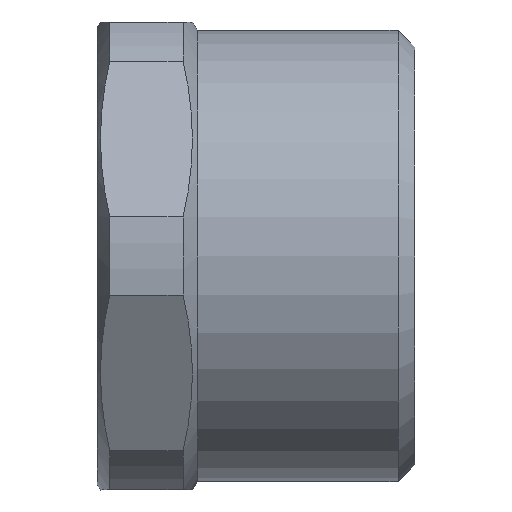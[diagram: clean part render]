
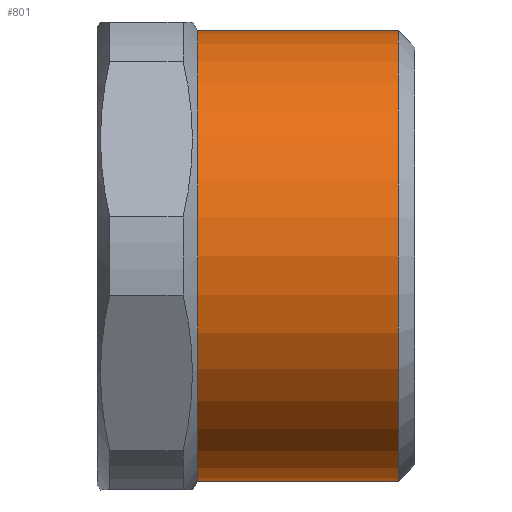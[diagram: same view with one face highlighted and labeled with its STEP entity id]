
A CAD part, front view. The second image highlights one B-rep face of the part: STEP entity #801.
In plain terms, the highlighted cylindrical face has radius 6.75 mm (diameter 13.5 mm), a partial arc.
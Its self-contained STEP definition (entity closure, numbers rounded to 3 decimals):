
#51 = VERTEX_POINT ( 'NONE', #251 ) ;
#90 = EDGE_CURVE ( 'NONE', #51, #402, #487, .T. ) ;
#100 = EDGE_CURVE ( 'NONE', #51, #346, #114, .T. ) ;
#114 = LINE ( 'NONE', #734, #366 ) ;
#149 = EDGE_LOOP ( 'NONE', ( #483, #618, #233, #485 ) ) ;
#216 = AXIS2_PLACEMENT_3D ( 'NONE', #675, #802, #864 ) ;
#233 = ORIENTED_EDGE ( 'NONE', *, *, #517, .T. ) ;
#251 = CARTESIAN_POINT ( 'NONE',  ( 35., 0., 6.75 ) ) ;
#324 = VECTOR ( 'NONE', #838, 1000. ) ;
#336 = DIRECTION ( 'NONE',  ( 1., 0., 0. ) ) ;
#346 = VERTEX_POINT ( 'NONE', #383 ) ;
#350 = CIRCLE ( 'NONE', #543, 6.75 ) ;
#366 = VECTOR ( 'NONE', #336, 1000. ) ;
#374 = CARTESIAN_POINT ( 'NONE',  ( 38.25, 0., 0. ) ) ;
#383 = CARTESIAN_POINT ( 'NONE',  ( 41., 0., 6.75 ) ) ;
#402 = VERTEX_POINT ( 'NONE', #849 ) ;
#405 = AXIS2_PLACEMENT_3D ( 'NONE', #374, #653, #598 ) ;
#412 = CYLINDRICAL_SURFACE ( 'NONE', #405, 6.75 ) ;
#483 = ORIENTED_EDGE ( 'NONE', *, *, #90, .T. ) ;
#485 = ORIENTED_EDGE ( 'NONE', *, *, #100, .F. ) ;
#487 = CIRCLE ( 'NONE', #216, 6.75 ) ;
#495 = DIRECTION ( 'NONE',  ( -1., 0., 0. ) ) ;
#504 = CARTESIAN_POINT ( 'NONE',  ( 41., 0., -6.75 ) ) ;
#517 = EDGE_CURVE ( 'NONE', #898, #346, #350, .T. ) ;
#543 = AXIS2_PLACEMENT_3D ( 'NONE', #643, #495, #771 ) ;
#553 = LINE ( 'NONE', #563, #324 ) ;
#563 = CARTESIAN_POINT ( 'NONE',  ( 38.25, 0., -6.75 ) ) ;
#598 = DIRECTION ( 'NONE',  ( 0., 0., 1. ) ) ;
#618 = ORIENTED_EDGE ( 'NONE', *, *, #772, .T. ) ;
#643 = CARTESIAN_POINT ( 'NONE',  ( 41., 0., 0. ) ) ;
#653 = DIRECTION ( 'NONE',  ( 1., 0., 0. ) ) ;
#675 = CARTESIAN_POINT ( 'NONE',  ( 35., 0., 0. ) ) ;
#734 = CARTESIAN_POINT ( 'NONE',  ( 38.25, 0., 6.75 ) ) ;
#759 = FACE_OUTER_BOUND ( 'NONE', #149, .T. ) ;
#771 = DIRECTION ( 'NONE',  ( 0., 0., -1. ) ) ;
#772 = EDGE_CURVE ( 'NONE', #402, #898, #553, .T. ) ;
#801 = ADVANCED_FACE ( 'NONE', ( #759 ), #412, .T. ) ;
#802 = DIRECTION ( 'NONE',  ( 1., 0., 0. ) ) ;
#838 = DIRECTION ( 'NONE',  ( 1., 0., 0. ) ) ;
#849 = CARTESIAN_POINT ( 'NONE',  ( 35., 0., -6.75 ) ) ;
#864 = DIRECTION ( 'NONE',  ( 0., 0., -1. ) ) ;
#898 = VERTEX_POINT ( 'NONE', #504 ) ;
